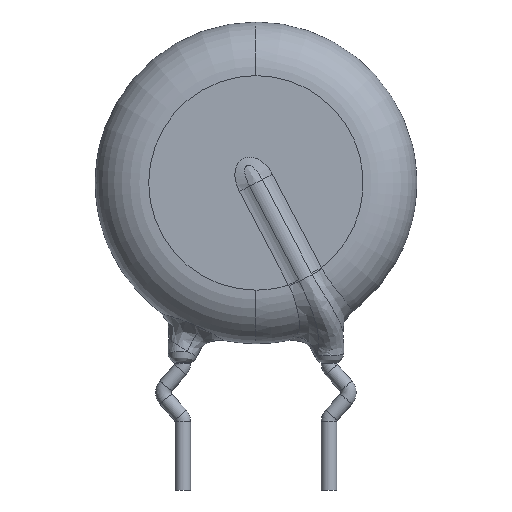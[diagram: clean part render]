
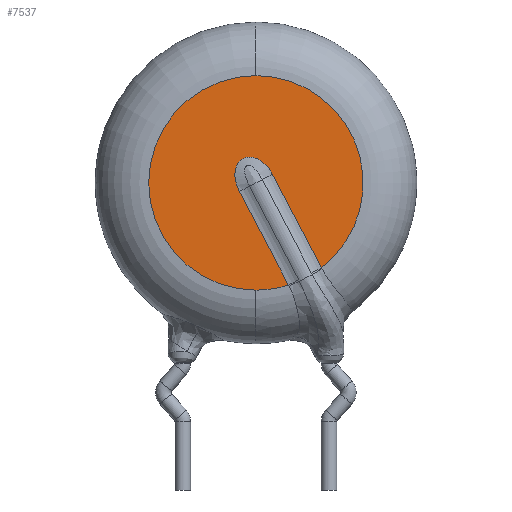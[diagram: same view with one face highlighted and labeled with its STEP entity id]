
A CAD part, front view. The second image highlights one B-rep face of the part: STEP entity #7537.
In plain terms, the highlighted planar face has unit normal (0, -1, 0).
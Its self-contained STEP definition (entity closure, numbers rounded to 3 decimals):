
#125 = EDGE_CURVE ( 'NONE', #15009, #13298, #9637, .T. ) ;
#171 = ORIENTED_EDGE ( 'NONE', *, *, #125, .F. ) ;
#185 = CARTESIAN_POINT ( 'NONE',  ( 0., -2.75, 3.75 ) ) ;
#222 = EDGE_CURVE ( 'NONE', #8572, #15517, #7800, .T. ) ;
#421 = CARTESIAN_POINT ( 'NONE',  ( 0.846, -2.75, 9.693 ) ) ;
#423 = AXIS2_PLACEMENT_3D ( 'NONE', #7822, #5246, #6532 ) ;
#468 = CARTESIAN_POINT ( 'NONE',  ( -1.073, -2.75, 9.859 ) ) ;
#550 = CARTESIAN_POINT ( 'NONE',  ( -0.846, -2.75, 8.807 ) ) ;
#660 = ORIENTED_EDGE ( 'NONE', *, *, #5938, .F. ) ;
#997 = VECTOR ( 'NONE', #7119, 1000. ) ;
#1526 = CARTESIAN_POINT ( 'NONE',  ( -0.907, -2.75, 10.301 ) ) ;
#1776 = CARTESIAN_POINT ( 'NONE',  ( -0.976, -2.75, 9.09 ) ) ;
#2330 = DIRECTION ( 'NONE',  ( 0., 0., 1. ) ) ;
#2678 = CARTESIAN_POINT ( 'NONE',  ( 0., -2.75, 9.25 ) ) ;
#2770 = CARTESIAN_POINT ( 'NONE',  ( 0., -2.75, 9.25 ) ) ;
#2836 = CARTESIAN_POINT ( 'NONE',  ( 0.686, -2.75, 9.962 ) ) ;
#2852 = DIRECTION ( 'NONE',  ( 0., 0., 1. ) ) ;
#3030 = AXIS2_PLACEMENT_3D ( 'NONE', #14459, #17183, #17091 ) ;
#3175 = CARTESIAN_POINT ( 'NONE',  ( 0.481, -2.75, 10.199 ) ) ;
#4475 = CARTESIAN_POINT ( 'NONE',  ( 0.102, -2.75, 10.473 ) ) ;
#4479 = ORIENTED_EDGE ( 'NONE', *, *, #11231, .F. ) ;
#5246 = DIRECTION ( 'NONE',  ( 0., 1., 0. ) ) ;
#5607 = VECTOR ( 'NONE', #10799, 1000. ) ;
#5774 = CARTESIAN_POINT ( 'NONE',  ( -1.044, -2.75, 10.016 ) ) ;
#5938 = EDGE_CURVE ( 'NONE', #13298, #12650, #15917, .T. ) ;
#6532 = DIRECTION ( 'NONE',  ( 0., 0., 1. ) ) ;
#6737 = CARTESIAN_POINT ( 'NONE',  ( 0.846, -2.75, 9.693 ) ) ;
#6830 = CARTESIAN_POINT ( 'NONE',  ( -0.519, -2.75, 10.566 ) ) ;
#6907 = CARTESIAN_POINT ( 'NONE',  ( -0.044, -2.75, 10.536 ) ) ;
#7011 = CARTESIAN_POINT ( 'NONE',  ( 0.846, -2.75, 9.693 ) ) ;
#7075 = CARTESIAN_POINT ( 'NONE',  ( -1.057, -2.75, 9.391 ) ) ;
#7119 = DIRECTION ( 'NONE',  ( 0.464, 0., -0.886 ) ) ;
#7169 = ORIENTED_EDGE ( 'NONE', *, *, #13154, .T. ) ;
#7537 = ADVANCED_FACE ( 'NONE', ( #14118 ), #11512, .F. ) ;
#7800 = B_SPLINE_CURVE_WITH_KNOTS ( 'NONE', 3,
 ( #8216, #16044, #1776, #7075, #13482, #468, #5774, #1526, #11054, #6830, #16359, #6907, #4475, #9729, #3175, #2836, #13317, #6737 ),
 .UNSPECIFIED., .F., .F.,
 ( 4, 2, 2, 2, 2, 2, 2, 2, 4 ),
 ( 0., 0., 0.001, 0.001, 0.002, 0.002, 0.003, 0.003, 0.004 ),
 .UNSPECIFIED. ) ;
#7822 = CARTESIAN_POINT ( 'NONE',  ( 0., -2.75, 9.25 ) ) ;
#8216 = CARTESIAN_POINT ( 'NONE',  ( -0.846, -2.75, 8.807 ) ) ;
#8339 = LINE ( 'NONE', #421, #997 ) ;
#8572 = VERTEX_POINT ( 'NONE', #9891 ) ;
#8816 = VERTEX_POINT ( 'NONE', #16646 ) ;
#9609 = CARTESIAN_POINT ( 'NONE',  ( 3.36, -2.75, 4.895 ) ) ;
#9637 = CIRCLE ( 'NONE', #3030, 5.5 ) ;
#9729 = CARTESIAN_POINT ( 'NONE',  ( 0.365, -2.75, 10.304 ) ) ;
#9891 = CARTESIAN_POINT ( 'NONE',  ( -0.846, -2.75, 8.807 ) ) ;
#10476 = DIRECTION ( 'NONE',  ( 0., 1., 0. ) ) ;
#10799 = DIRECTION ( 'NONE',  ( -0.464, 0., 0.886 ) ) ;
#11054 = CARTESIAN_POINT ( 'NONE',  ( -0.798, -2.75, 10.422 ) ) ;
#11231 = EDGE_CURVE ( 'NONE', #8816, #15009, #16242, .T. ) ;
#11273 = AXIS2_PLACEMENT_3D ( 'NONE', #2678, #10476, #2330 ) ;
#11512 = PLANE ( 'NONE',  #11273 ) ;
#11998 = AXIS2_PLACEMENT_3D ( 'NONE', #2770, #13332, #2852 ) ;
#12137 = CARTESIAN_POINT ( 'NONE',  ( 0., -2.75, 14.75 ) ) ;
#12212 = EDGE_LOOP ( 'NONE', ( #12467, #13627, #660, #171, #4479, #7169 ) ) ;
#12467 = ORIENTED_EDGE ( 'NONE', *, *, #222, .T. ) ;
#12650 = VERTEX_POINT ( 'NONE', #9609 ) ;
#13154 = EDGE_CURVE ( 'NONE', #8816, #8572, #16358, .T. ) ;
#13298 = VERTEX_POINT ( 'NONE', #12137 ) ;
#13317 = CARTESIAN_POINT ( 'NONE',  ( 0.773, -2.75, 9.832 ) ) ;
#13332 = DIRECTION ( 'NONE',  ( 0., 1., 0. ) ) ;
#13441 = EDGE_CURVE ( 'NONE', #15517, #12650, #8339, .T. ) ;
#13482 = CARTESIAN_POINT ( 'NONE',  ( -1.08, -2.75, 9.548 ) ) ;
#13627 = ORIENTED_EDGE ( 'NONE', *, *, #13441, .T. ) ;
#14118 = FACE_OUTER_BOUND ( 'NONE', #12212, .T. ) ;
#14459 = CARTESIAN_POINT ( 'NONE',  ( 0., -2.75, 9.25 ) ) ;
#15009 = VERTEX_POINT ( 'NONE', #185 ) ;
#15517 = VERTEX_POINT ( 'NONE', #7011 ) ;
#15917 = CIRCLE ( 'NONE', #11998, 5.5 ) ;
#16044 = CARTESIAN_POINT ( 'NONE',  ( -0.919, -2.75, 8.946 ) ) ;
#16242 = CIRCLE ( 'NONE', #423, 5.5 ) ;
#16358 = LINE ( 'NONE', #550, #5607 ) ;
#16359 = CARTESIAN_POINT ( 'NONE',  ( -0.355, -2.75, 10.585 ) ) ;
#16646 = CARTESIAN_POINT ( 'NONE',  ( 1.667, -2.75, 4.009 ) ) ;
#17091 = DIRECTION ( 'NONE',  ( 0., 0., 1. ) ) ;
#17183 = DIRECTION ( 'NONE',  ( 0., 1., 0. ) ) ;
